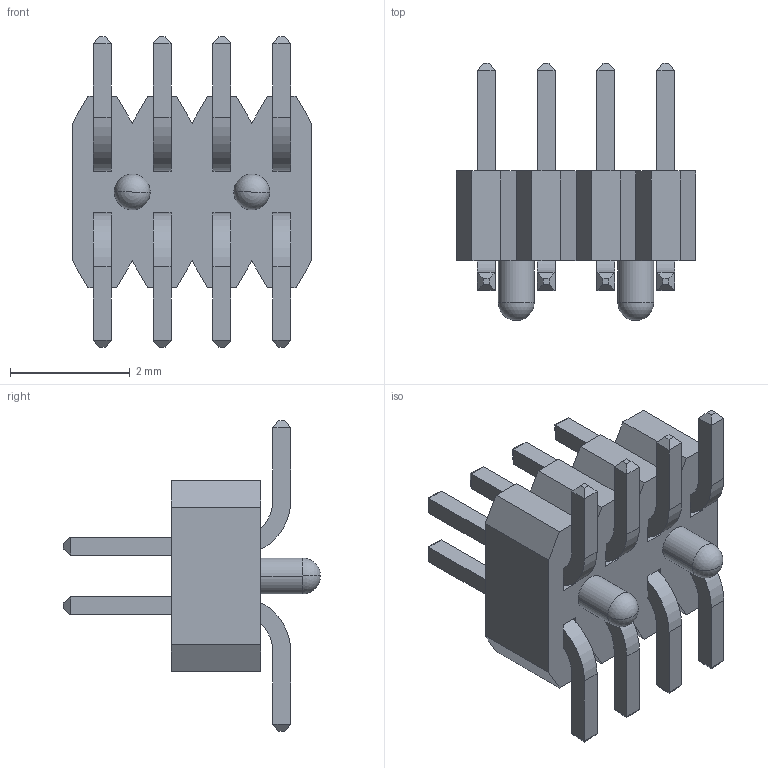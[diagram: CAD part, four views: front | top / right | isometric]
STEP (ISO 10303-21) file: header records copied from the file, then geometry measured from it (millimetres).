
FILE_DESCRIPTION((''),'2;1');
FILE_NAME('M40-3200445_ASM','2014-11-18T',('SBENNETT'),(''),'CREO PARAMETRIC BY PTC INC, 2014350','CREO PARAMETRIC BY PTC INC, 2014350','');
FILE_SCHEMA(('CONFIG_CONTROL_DESIGN'));
Length unit declared in the file: millimetre
Products named in the file (3): M40-32004_MOULD; M40-320_PIN; M40-3200445_ASM
Assembly tree (9 placements, depth 2):
  M40-3200445_ASM
    M40-32004_MOULD
    M40-320_PIN  x8
Bounding box: 4 x 4.3 x 5.2 mm (x, y, z)
Volume: 21 mm3; surface area: 117 mm2
Topology: 9 solids, 9 shells, 212 faces, 514 edges, 318 vertices
Faces by surface type: plane 188, cylinder 20, sphere 4
Entity records: 2806 total; most frequent: CARTESIAN_POINT 478, ORIENTED_EDGE 460, DIRECTION 442, EDGE_CURVE 230, VECTOR 214, LINE 214, VERTEX_POINT 150, AXIS2_PLACEMENT_3D 114
